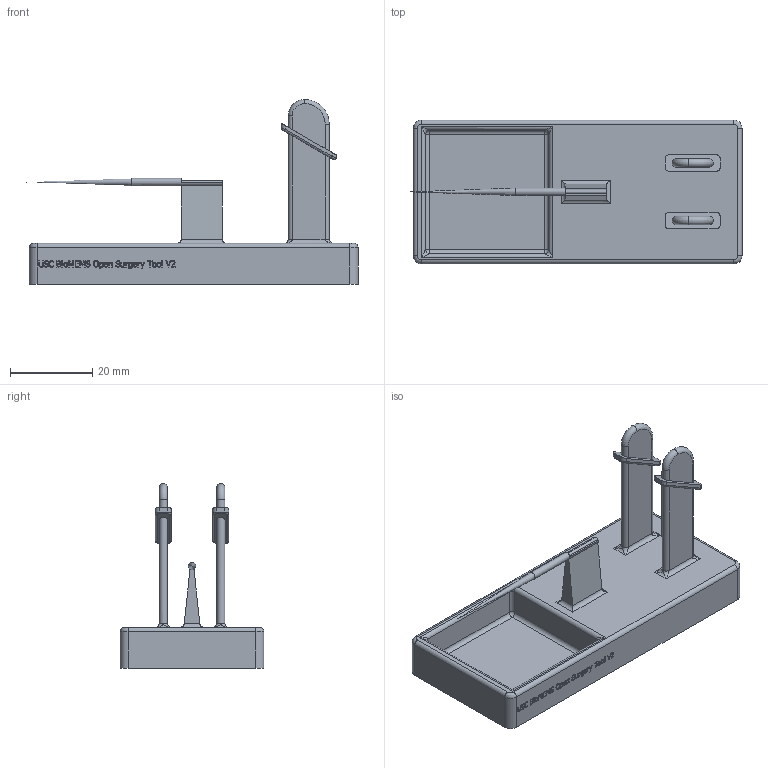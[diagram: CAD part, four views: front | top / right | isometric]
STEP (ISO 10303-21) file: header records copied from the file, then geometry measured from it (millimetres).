
FILE_DESCRIPTION(/* description */ (''),/* implementation_level */ '2;1');
FILE_NAME(/* name */ 'Cuff Expander.step',/* time_stamp */ '2025-12-10T09:09:53-08:00',/* author */ (''),/* organization */ (''),/* preprocessor_version */ 'ST-DEVELOPER v20.1',/* originating_system */ 'Autodesk Translation Framework v14.21.0.0',/* authorisation */ '');
FILE_SCHEMA (('AUTOMOTIVE_DESIGN { 1 0 10303 214 3 1 1 }'));
Length unit declared in the file: millimetre
Products named in the file (2): Rat Tool Revised; Cuff Expander
Assembly tree (1 placements, depth 2):
  Rat Tool Revised
    Cuff Expander
Bounding box: 80.77 x 35 x 45 mm (x, y, z)
Volume: 22530.1 mm3; surface area: 10911.5 mm2
Topology: 1 solids, 1 shells, 739 faces, 2018 edges, 1314 vertices
Faces by surface type: bspline 430, plane 242, cylinder 58, sphere 4, torus 4, cone 1
Full cylindrical faces by diameter (mm): 1.8 x1
Entity records: 27473 total; most frequent: CARTESIAN_POINT 11579, ORIENTED_EDGE 4010, EDGE_CURVE 2005, DIRECTION 1962, VERTEX_POINT 1314, LINE 1048, VECTOR 1048, B_SPLINE_CURVE_WITH_KNOTS 812
